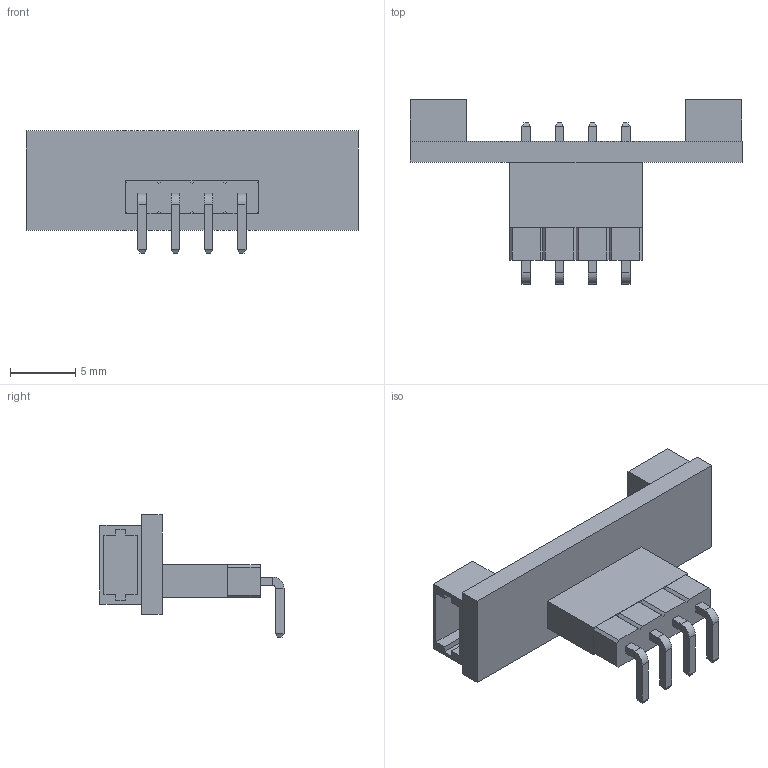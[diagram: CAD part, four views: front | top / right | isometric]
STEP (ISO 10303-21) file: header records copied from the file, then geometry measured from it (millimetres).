
FILE_DESCRIPTION (( 'STEP AP214' ), '1' );
FILE_NAME ('Sparkfun_Qwiic.STEP', '2020-04-13T14:25:45', ( '' ), ( '' ), 'SwSTEP 2.0', 'SolidWorks 2019', '' );
FILE_SCHEMA (( 'AUTOMOTIVE_DESIGN' ));
Length unit declared in the file: inch
Products named in the file (4): Sparkfun_Qwiic_Adapter; Sparkfun_Qwiic; 1x4malepin_90deg; 1x4femalepin
Assembly tree (3 placements, depth 2):
  Sparkfun_Qwiic
    Sparkfun_Qwiic_Adapter
    1x4femalepin
    1x4malepin_90deg
Bounding box: 25.4 x 14.09 x 9.35 mm (x, y, z)
Volume: 586.5 mm3; surface area: 1211.4 mm2
Topology: 3 solids, 3 shells, 284 faces, 654 edges, 404 vertices
Faces by surface type: plane 252, cylinder 32
Entity records: 11676 total; most frequent: CARTESIAN_POINT 1348, ORIENTED_EDGE 1308, DIRECTION 1298, EDGE_CURVE 654, VECTOR 590, LINE 590, VERTEX_POINT 404, AXIS2_PLACEMENT_3D 354
